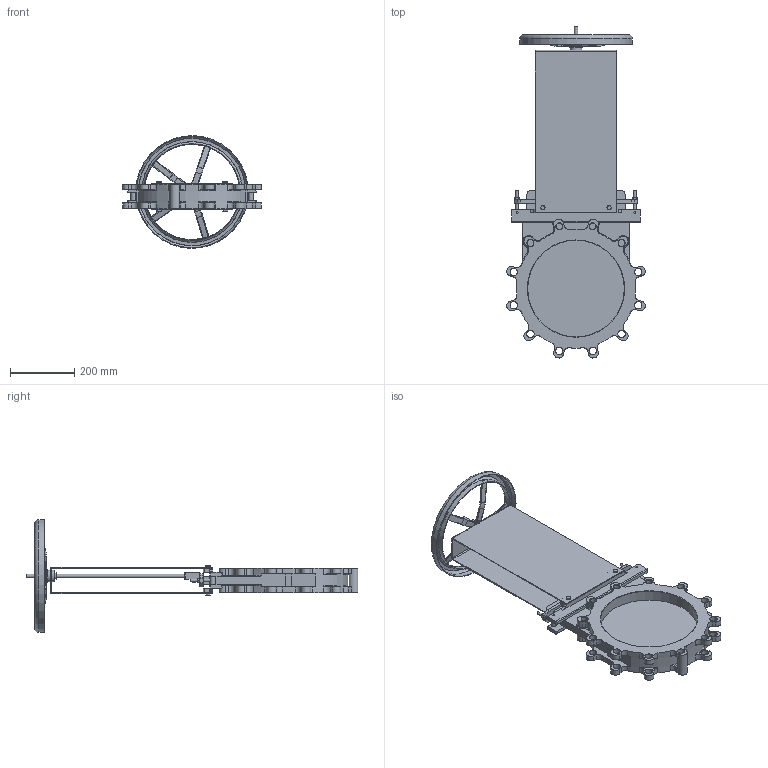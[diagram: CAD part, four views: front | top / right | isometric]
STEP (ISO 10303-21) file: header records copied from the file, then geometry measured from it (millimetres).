
FILE_DESCRIPTION(/* description */ (''),/* implementation_level */ '2;1');
FILE_NAME(/* name */ 'DN300_3D_STEP.stp',/* time_stamp */ '2025-02-07T09:35:35+03:00',/* author */ ('igorr'),/* organization */ (''),/* preprocessor_version */ 'ST-DEVELOPER v20',/* originating_system */ 'Autodesk Inventor 2025',/* authorisation */ '');
FILE_SCHEMA (('AUTOMOTIVE_DESIGN { 1 0 10303 214 3 1 1 }'));
Length unit declared in the file: millimetre
Products named in the file (7): Сборка; Деталь; Деталь1; AS 1110 - M4 x 8; AS 1252 - M12; AS 1112 - M8  Тип 9; AS 1110 - M8 x 12
Assembly tree (11 placements, depth 2):
  Сборка
    Деталь
    Деталь1
    AS 1110 - M4 x 8  x2
    AS 1252 - M12
    AS 1112 - M8  Тип 9  x2
    AS 1110 - M8 x 12  x4
Bounding box: 430.75 x 1030.38 x 349.94 mm (x, y, z)
Volume: 6343859.8 mm3; surface area: 1428034.4 mm2
Topology: 11 solids, 11 shells, 890 faces, 2249 edges, 1416 vertices
Faces by surface type: plane 408, cylinder 266, cone 97, torus 61, bspline 58
Full cylindrical faces by diameter (mm): 4 x2, 6 x4, 6.647 x2, 7 x4, 8 x8, 9 x4, 10.106 x1, 12 x2, 13 x4, 16 x2, 20 x10, 21 x1, 23 x15, 25 x1, 35 x2, 36 x1, 40 x1, 295.62 x1, 299.62 x1, 300 x2, 346 x1, 350 x1
Entity records: 25972 total; most frequent: CARTESIAN_POINT 6038, ORIENTED_EDGE 3990, DIRECTION 3989, EDGE_CURVE 1995, AXIS2_PLACEMENT_3D 1489, VERTEX_POINT 1267, LINE 1011, VECTOR 1011
